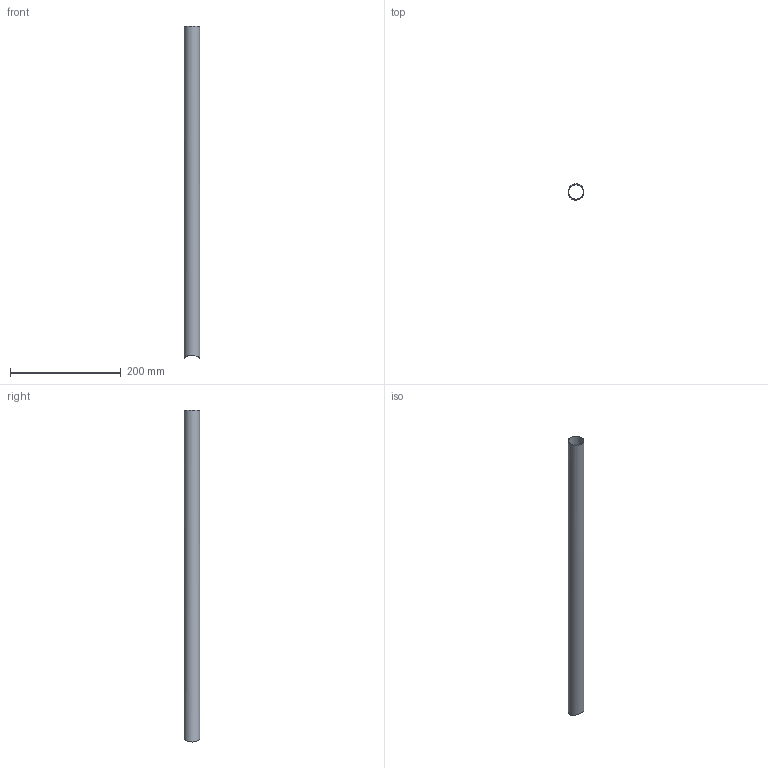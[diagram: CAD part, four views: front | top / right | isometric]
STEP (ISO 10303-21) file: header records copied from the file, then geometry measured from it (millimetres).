
FILE_DESCRIPTION(/* description */ (''),/* implementation_level */ '2;1');
FILE_NAME(/* name */ 'Barra_1_1-8_600_BP.stp',/* time_stamp */ '2021-07-13T23:00:16-05:00',/* author */ ('Nelson'),/* organization */ (''),/* preprocessor_version */ 'ST-DEVELOPER v18.1',/* originating_system */ 'Autodesk Inventor 2021',/* authorisation */ '');
FILE_SCHEMA (('AUTOMOTIVE_DESIGN { 1 0 10303 214 3 1 1 }'));
Length unit declared in the file: millimetre
Products named in the file (1): Barra_1_1-8_600_BP
Bounding box: 28.57 x 28.57 x 600 mm (x, y, z)
Volume: 51762.3 mm3; surface area: 103640 mm2
Topology: 1 solids, 1 shells, 4 faces, 9 edges, 7 vertices
Faces by surface type: cylinder 3, plane 1
Full cylindrical faces by diameter (mm): 26.575 x1, 28.575 x1
Entity records: 257 total; most frequent: CARTESIAN_POINT 121, ORIENTED_EDGE 18, DIRECTION 18, EDGE_CURVE 9, AXIS2_PLACEMENT_3D 8, VERTEX_POINT 7, EDGE_LOOP 6, FACE_OUTER_BOUND 4
